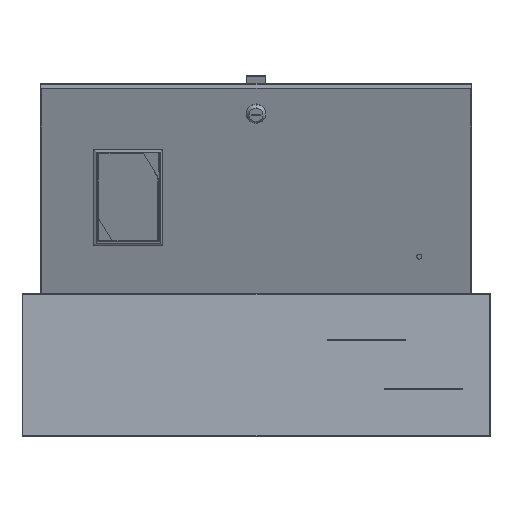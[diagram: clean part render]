
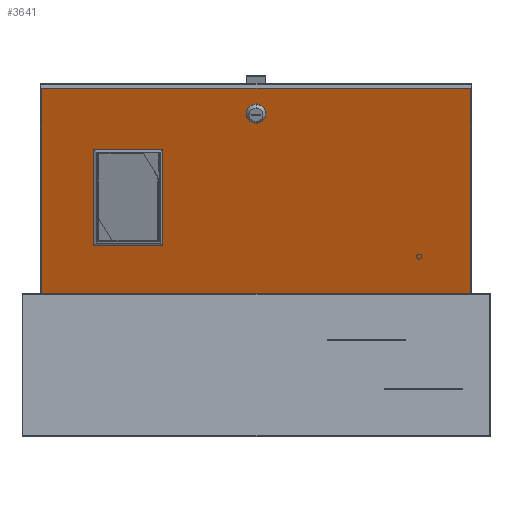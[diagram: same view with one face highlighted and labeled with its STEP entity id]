
A CAD part, left-side view. The second image highlights one B-rep face of the part: STEP entity #3641.
In plain terms, the highlighted face is planar.
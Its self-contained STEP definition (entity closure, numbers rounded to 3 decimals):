
#298 = CARTESIAN_POINT ( 'NONE',  ( 55., -183.5, 0. ) ) ;
#342 = DIRECTION ( 'NONE',  ( -1., 0., 0. ) ) ;
#461 = DIRECTION ( 'NONE',  ( 1., 0., 0. ) ) ;
#490 = VECTOR ( 'NONE', #10544, 1000. ) ;
#1150 = DIRECTION ( 'NONE',  ( 0., 0., 1. ) ) ;
#1350 = EDGE_CURVE ( 'NONE', #14779, #18908, #10413, .T. ) ;
#1385 = VECTOR ( 'NONE', #15407, 1000. ) ;
#2298 = CARTESIAN_POINT ( 'NONE',  ( -91., 0., 0. ) ) ;
#2391 = ORIENTED_EDGE ( 'NONE', *, *, #3742, .T. ) ;
#2452 = LINE ( 'NONE', #14088, #16941 ) ;
#2982 = EDGE_CURVE ( 'NONE', #13846, #2989, #6320, .T. ) ;
#2989 = VERTEX_POINT ( 'NONE', #5368 ) ;
#3641 = ADVANCED_FACE ( 'NONE', ( #16308, #9641, #18516 ), #8386, .T. ) ;
#3648 = EDGE_LOOP ( 'NONE', ( #9300, #17943, #9816, #14457 ) ) ;
#3742 = EDGE_CURVE ( 'NONE', #15727, #17277, #6531, .T. ) ;
#3898 = CIRCLE ( 'NONE', #15615, 11.5 ) ;
#4125 = CARTESIAN_POINT ( 'NONE',  ( -55., -183.5, 0. ) ) ;
#4289 = CARTESIAN_POINT ( 'NONE',  ( -55., -111.5, 0. ) ) ;
#4449 = CARTESIAN_POINT ( 'NONE',  ( -55., -111.5, 0. ) ) ;
#4591 = CARTESIAN_POINT ( 'NONE',  ( 0., 0., 0. ) ) ;
#4950 = DIRECTION ( 'NONE',  ( 1., 0., 0. ) ) ;
#5076 = VERTEX_POINT ( 'NONE', #4125 ) ;
#5188 = EDGE_CURVE ( 'NONE', #14395, #10169, #3898, .T. ) ;
#5196 = DIRECTION ( 'NONE',  ( 0., -1., 0. ) ) ;
#5368 = CARTESIAN_POINT ( 'NONE',  ( 133.5, 248.5, 0. ) ) ;
#5700 = ORIENTED_EDGE ( 'NONE', *, *, #2982, .T. ) ;
#6100 = CARTESIAN_POINT ( 'NONE',  ( -133.5, 248.5, 0. ) ) ;
#6320 = LINE ( 'NONE', #17400, #11841 ) ;
#6447 = LINE ( 'NONE', #7072, #490 ) ;
#6531 = LINE ( 'NONE', #15734, #1385 ) ;
#6987 = ORIENTED_EDGE ( 'NONE', *, *, #17357, .F. ) ;
#7056 = LINE ( 'NONE', #18787, #19451 ) ;
#7072 = CARTESIAN_POINT ( 'NONE',  ( 55., -111.5, 0. ) ) ;
#7617 = EDGE_CURVE ( 'NONE', #19389, #14779, #6447, .T. ) ;
#7796 = ORIENTED_EDGE ( 'NONE', *, *, #9427, .T. ) ;
#8235 = DIRECTION ( 'NONE',  ( 0., 0., 1. ) ) ;
#8386 = PLANE ( 'NONE',  #13826 ) ;
#8597 = CARTESIAN_POINT ( 'NONE',  ( -133.5, -248.5, 0. ) ) ;
#8685 = DIRECTION ( 'NONE',  ( 1., 0., 0. ) ) ;
#8844 = DIRECTION ( 'NONE',  ( 0., 1., 0. ) ) ;
#9122 = EDGE_LOOP ( 'NONE', ( #6987, #11895 ) ) ;
#9300 = ORIENTED_EDGE ( 'NONE', *, *, #12281, .F. ) ;
#9353 = EDGE_CURVE ( 'NONE', #2989, #15727, #7056, .T. ) ;
#9427 = EDGE_CURVE ( 'NONE', #17277, #13846, #11830, .T. ) ;
#9641 = FACE_BOUND ( 'NONE', #9122, .T. ) ;
#9816 = ORIENTED_EDGE ( 'NONE', *, *, #7617, .F. ) ;
#9817 = DIRECTION ( 'NONE',  ( 1., 0., 0. ) ) ;
#10169 = VERTEX_POINT ( 'NONE', #2298 ) ;
#10186 = CARTESIAN_POINT ( 'NONE',  ( 55., -111.5, 0. ) ) ;
#10220 = CARTESIAN_POINT ( 'NONE',  ( -133.5, -248.5, 0. ) ) ;
#10413 = LINE ( 'NONE', #15205, #18473 ) ;
#10531 = ORIENTED_EDGE ( 'NONE', *, *, #9353, .T. ) ;
#10544 = DIRECTION ( 'NONE',  ( 0., 1., 0. ) ) ;
#11371 = CARTESIAN_POINT ( 'NONE',  ( -102.5, 0., 0. ) ) ;
#11522 = VECTOR ( 'NONE', #461, 1000. ) ;
#11553 = DIRECTION ( 'NONE',  ( 0., 0., 1. ) ) ;
#11830 = LINE ( 'NONE', #10220, #11522 ) ;
#11841 = VECTOR ( 'NONE', #8844, 1000. ) ;
#11895 = ORIENTED_EDGE ( 'NONE', *, *, #5188, .F. ) ;
#12275 = EDGE_LOOP ( 'NONE', ( #2391, #7796, #5700, #10531 ) ) ;
#12281 = EDGE_CURVE ( 'NONE', #18908, #5076, #18225, .T. ) ;
#13462 = DIRECTION ( 'NONE',  ( 1., 0., 0. ) ) ;
#13567 = CARTESIAN_POINT ( 'NONE',  ( -114., 0., 0. ) ) ;
#13826 = AXIS2_PLACEMENT_3D ( 'NONE', #4591, #1150, #8685 ) ;
#13846 = VERTEX_POINT ( 'NONE', #15077 ) ;
#14088 = CARTESIAN_POINT ( 'NONE',  ( -55., -183.5, 0. ) ) ;
#14395 = VERTEX_POINT ( 'NONE', #13567 ) ;
#14457 = ORIENTED_EDGE ( 'NONE', *, *, #16620, .F. ) ;
#14779 = VERTEX_POINT ( 'NONE', #10186 ) ;
#15006 = DIRECTION ( 'NONE',  ( -1., 0., 0. ) ) ;
#15077 = CARTESIAN_POINT ( 'NONE',  ( 133.5, -248.5, 0. ) ) ;
#15205 = CARTESIAN_POINT ( 'NONE',  ( -55., -111.5, 0. ) ) ;
#15407 = DIRECTION ( 'NONE',  ( 0., -1., 0. ) ) ;
#15615 = AXIS2_PLACEMENT_3D ( 'NONE', #11371, #8235, #9817 ) ;
#15727 = VERTEX_POINT ( 'NONE', #6100 ) ;
#15734 = CARTESIAN_POINT ( 'NONE',  ( -133.5, 248.5, 0. ) ) ;
#16195 = VECTOR ( 'NONE', #5196, 1000. ) ;
#16224 = AXIS2_PLACEMENT_3D ( 'NONE', #16366, #11553, #4950 ) ;
#16308 = FACE_BOUND ( 'NONE', #3648, .T. ) ;
#16366 = CARTESIAN_POINT ( 'NONE',  ( -102.5, 0., 0. ) ) ;
#16620 = EDGE_CURVE ( 'NONE', #5076, #19389, #2452, .T. ) ;
#16941 = VECTOR ( 'NONE', #13462, 1000. ) ;
#17277 = VERTEX_POINT ( 'NONE', #8597 ) ;
#17357 = EDGE_CURVE ( 'NONE', #10169, #14395, #18632, .T. ) ;
#17400 = CARTESIAN_POINT ( 'NONE',  ( 133.5, 248.5, 0. ) ) ;
#17943 = ORIENTED_EDGE ( 'NONE', *, *, #1350, .F. ) ;
#18225 = LINE ( 'NONE', #4289, #16195 ) ;
#18473 = VECTOR ( 'NONE', #342, 1000. ) ;
#18516 = FACE_OUTER_BOUND ( 'NONE', #12275, .T. ) ;
#18632 = CIRCLE ( 'NONE', #16224, 11.5 ) ;
#18787 = CARTESIAN_POINT ( 'NONE',  ( -133.5, 248.5, 0. ) ) ;
#18908 = VERTEX_POINT ( 'NONE', #4449 ) ;
#19389 = VERTEX_POINT ( 'NONE', #298 ) ;
#19451 = VECTOR ( 'NONE', #15006, 1000. ) ;
